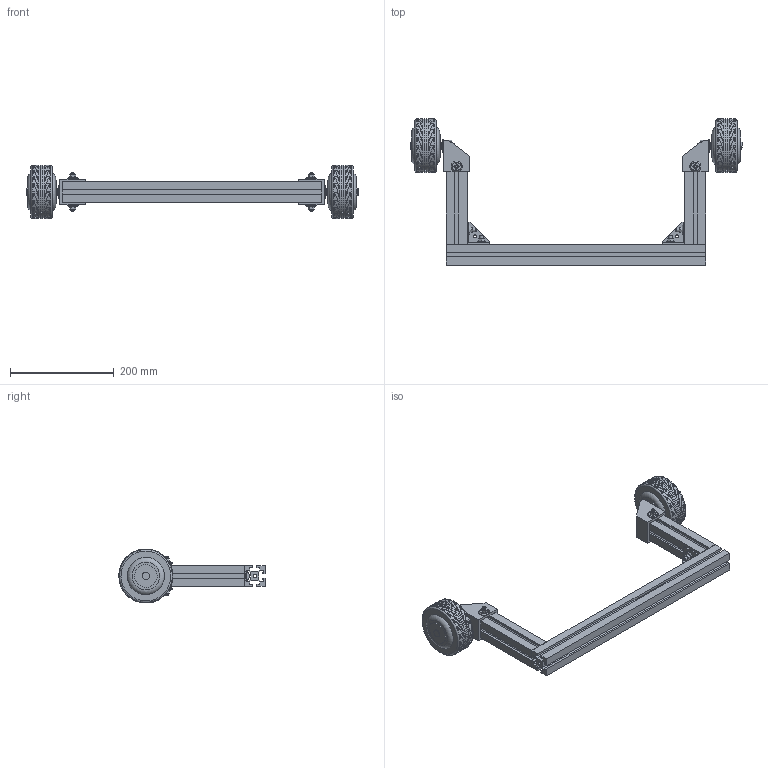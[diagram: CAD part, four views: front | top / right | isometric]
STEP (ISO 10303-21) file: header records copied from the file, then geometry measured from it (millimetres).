
FILE_DESCRIPTION(/* description */ (''),/* implementation_level */ '2;1');
FILE_NAME(/* name */ 'Ensamblaje_final2.stp',/* time_stamp */ '2020-12-14T20:43:50-06:00',/* author */ ('juanm'),/* organization */ (''),/* preprocessor_version */ 'ST-DEVELOPER v18.1',/* originating_system */ 'Autodesk Inventor 2021',/* authorisation */ '');
FILE_SCHEMA (('AUTOMOTIVE_DESIGN { 1 0 10303 214 3 1 1 }'));
Length unit declared in the file: millimetre
Products named in the file (22): Ensamblaje_final2; Horizontal; Vertical; Sujetador2; Llanta; UnionLlantaOmega2; Tornillo; Rondana; TuercaLlanta; Socket; Tuerca para tornillo; Tornillo_MIR; Tuerca para tornillo_MIR; Llanta_MIR1; UnionLlantaOmega2_MIR; Tornillo_MIR1; Rondana_MIR2; TuercaLlanta_MIR1; Socket_MIR2; Tuerca para tornillo_MIR1; Tornillo_MIR_MIR; Tuerca para tornillo_MIR_MIR
Assembly tree (31 placements, depth 2):
  Ensamblaje_final2
    Horizontal
    Vertical  x2
    Tornillo  x5
    Sujetador2  x2
    Tuerca para tornillo  x5
    Llanta
    UnionLlantaOmega2
    Rondana
    TuercaLlanta
    Socket
    Tornillo_MIR
    Tuerca para tornillo_MIR
    Llanta_MIR1
    UnionLlantaOmega2_MIR
    Tornillo_MIR1
    Rondana_MIR2
    TuercaLlanta_MIR1
    Socket_MIR2
    Tuerca para tornillo_MIR1
    Tornillo_MIR_MIR
    Tuerca para tornillo_MIR_MIR
Bounding box: 640 x 282 x 104 mm (x, y, z)
Volume: 1405220.2 mm3; surface area: 504541.4 mm2
Topology: 31 solids, 33 shells, 1367 faces, 3359 edges, 2202 vertices
Faces by surface type: plane 932, cylinder 409, cone 16, torus 10
Full cylindrical faces by diameter (mm): 6 x2, 6.75 x22, 6.8 x5, 8 x8, 10.2 x6, 11 x2, 14 x2, 14.5 x4, 21 x8, 24 x2, 43.5 x4, 72 x2, 96 x2, 102 x2
Entity records: 39482 total; most frequent: CARTESIAN_POINT 8813, DIRECTION 6458, ORIENTED_EDGE 5856, EDGE_CURVE 2928, AXIS2_PLACEMENT_3D 2439, VERTEX_POINT 1914, LINE 1580, VECTOR 1580
